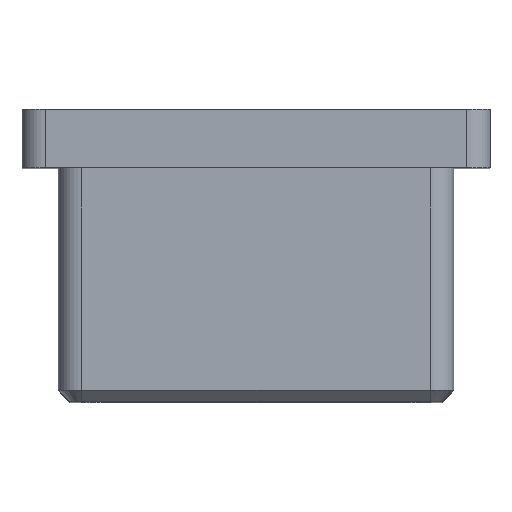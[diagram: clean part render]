
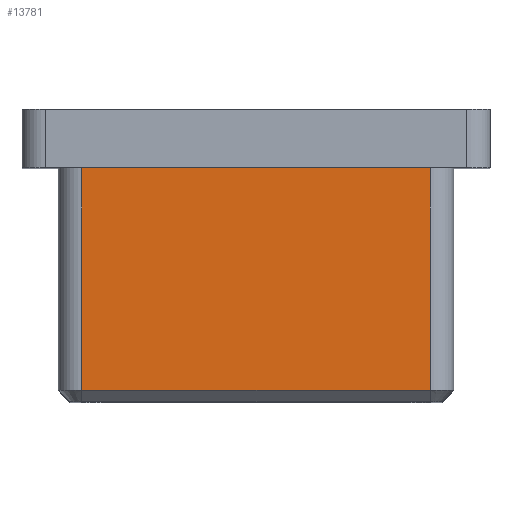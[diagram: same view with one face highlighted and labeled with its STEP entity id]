
A CAD part, top view. The second image highlights one B-rep face of the part: STEP entity #13781.
In plain terms, the highlighted planar face has unit normal (0, 0, 1).
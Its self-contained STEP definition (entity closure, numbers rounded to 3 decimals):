
#493 = LINE ( 'NONE', #11190, #12487 ) ;
#838 = ORIENTED_EDGE ( 'NONE', *, *, #11071, .T. ) ;
#1823 = CARTESIAN_POINT ( 'NONE',  ( 14.9, -20., 16.9 ) ) ;
#1849 = VERTEX_POINT ( 'NONE', #3038 ) ;
#1874 = VERTEX_POINT ( 'NONE', #11906 ) ;
#1969 = ORIENTED_EDGE ( 'NONE', *, *, #13018, .T. ) ;
#2750 = LINE ( 'NONE', #15423, #10180 ) ;
#2926 = CARTESIAN_POINT ( 'NONE',  ( -14.9, -19., 16.9 ) ) ;
#2974 = EDGE_CURVE ( 'NONE', #15179, #1849, #15154, .T. ) ;
#3038 = CARTESIAN_POINT ( 'NONE',  ( 14.9, 0., 16.9 ) ) ;
#3069 = EDGE_CURVE ( 'NONE', #1849, #1874, #2750, .T. ) ;
#3447 = DIRECTION ( 'NONE',  ( 0., 0., -1. ) ) ;
#3549 = AXIS2_PLACEMENT_3D ( 'NONE', #14381, #3447, #4742 ) ;
#4742 = DIRECTION ( 'NONE',  ( -1., 0., 0. ) ) ;
#5185 = VECTOR ( 'NONE', #15507, 1000. ) ;
#5694 = CARTESIAN_POINT ( 'NONE',  ( 14.9, -19., 16.9 ) ) ;
#6169 = VECTOR ( 'NONE', #13970, 1000. ) ;
#6566 = CARTESIAN_POINT ( 'NONE',  ( 14.9, -19., 16.9 ) ) ;
#7406 = ORIENTED_EDGE ( 'NONE', *, *, #2974, .T. ) ;
#8756 = DIRECTION ( 'NONE',  ( 0., -1., 0. ) ) ;
#9916 = LINE ( 'NONE', #5694, #5185 ) ;
#10180 = VECTOR ( 'NONE', #15582, 1000. ) ;
#11071 = EDGE_CURVE ( 'NONE', #13642, #15179, #9916, .T. ) ;
#11190 = CARTESIAN_POINT ( 'NONE',  ( -14.9, -20., 16.9 ) ) ;
#11906 = CARTESIAN_POINT ( 'NONE',  ( -14.9, 0., 16.9 ) ) ;
#12116 = ORIENTED_EDGE ( 'NONE', *, *, #3069, .T. ) ;
#12487 = VECTOR ( 'NONE', #8756, 1000. ) ;
#12684 = EDGE_LOOP ( 'NONE', ( #1969, #838, #7406, #12116 ) ) ;
#13018 = EDGE_CURVE ( 'NONE', #1874, #13642, #493, .T. ) ;
#13642 = VERTEX_POINT ( 'NONE', #2926 ) ;
#13781 = ADVANCED_FACE ( 'NONE', ( #15204 ), #15561, .F. ) ;
#13970 = DIRECTION ( 'NONE',  ( 0., 1., 0. ) ) ;
#14381 = CARTESIAN_POINT ( 'NONE',  ( -16.9, -20., 16.9 ) ) ;
#15154 = LINE ( 'NONE', #1823, #6169 ) ;
#15179 = VERTEX_POINT ( 'NONE', #6566 ) ;
#15204 = FACE_OUTER_BOUND ( 'NONE', #12684, .T. ) ;
#15423 = CARTESIAN_POINT ( 'NONE',  ( -16.9, 0., 16.9 ) ) ;
#15507 = DIRECTION ( 'NONE',  ( 1., 0., 0. ) ) ;
#15561 = PLANE ( 'NONE',  #3549 ) ;
#15582 = DIRECTION ( 'NONE',  ( -1., 0., 0. ) ) ;
